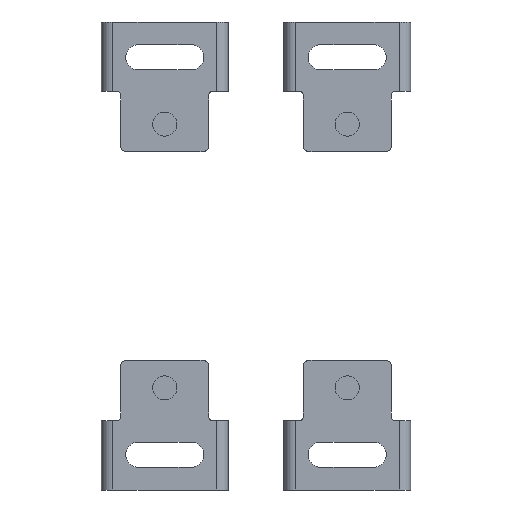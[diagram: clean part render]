
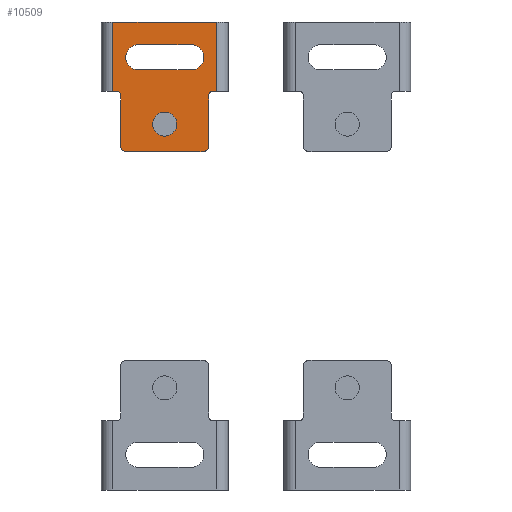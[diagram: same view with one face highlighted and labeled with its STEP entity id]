
A CAD part, front view. The second image highlights one B-rep face of the part: STEP entity #10509.
In plain terms, the highlighted planar face has unit normal (0, -1, 0).
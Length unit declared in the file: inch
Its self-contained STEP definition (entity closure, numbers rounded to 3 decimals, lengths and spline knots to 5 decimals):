
#119 = AXIS2_PLACEMENT_3D ( 'NONE', #6393, #15223, #11591 ) ;
#166 = DIRECTION ( 'NONE',  ( 0., 0., 1. ) ) ;
#217 = AXIS2_PLACEMENT_3D ( 'NONE', #10107, #15046, #10183 ) ;
#236 = VERTEX_POINT ( 'NONE', #7776 ) ;
#294 = VERTEX_POINT ( 'NONE', #4146 ) ;
#381 = CARTESIAN_POINT ( 'NONE',  ( -1.22375, 0., 0.6875 ) ) ;
#419 = VECTOR ( 'NONE', #11321, 39.37008 ) ;
#453 = CARTESIAN_POINT ( 'NONE',  ( -0.20313, 0., -0.08688 ) ) ;
#492 = VECTOR ( 'NONE', #11037, 39.37008 ) ;
#502 = VERTEX_POINT ( 'NONE', #15854 ) ;
#507 = VERTEX_POINT ( 'NONE', #12224 ) ;
#739 = LINE ( 'NONE', #4548, #6362 ) ;
#744 = CARTESIAN_POINT ( 'NONE',  ( -1.34375, 0., -0.04688 ) ) ;
#804 = VERTEX_POINT ( 'NONE', #16001 ) ;
#824 = ORIENTED_EDGE ( 'NONE', *, *, #14938, .F. ) ;
#1210 = CIRCLE ( 'NONE', #14657, 0.0625 ) ;
#1290 = ORIENTED_EDGE ( 'NONE', *, *, #4153, .F. ) ;
#1493 = CARTESIAN_POINT ( 'NONE',  ( -0.95313, 0., 0.1795 ) ) ;
#1660 = EDGE_CURVE ( 'NONE', #502, #804, #4884, .T. ) ;
#1754 = DIRECTION ( 'NONE',  ( 0., 0., -1. ) ) ;
#1913 = VERTEX_POINT ( 'NONE', #2411 ) ;
#1927 = CARTESIAN_POINT ( 'NONE',  ( -0.12, 0., -0.04688 ) ) ;
#1987 = CIRCLE ( 'NONE', #10523, 0.133 ) ;
#2007 = LINE ( 'NONE', #10424, #5251 ) ;
#2352 = ORIENTED_EDGE ( 'NONE', *, *, #14565, .F. ) ;
#2411 = CARTESIAN_POINT ( 'NONE',  ( -1.14063, 0., -0.08687 ) ) ;
#2433 = VERTEX_POINT ( 'NONE', #1493 ) ;
#2448 = EDGE_CURVE ( 'NONE', #507, #7865, #11301, .T. ) ;
#2556 = CIRCLE ( 'NONE', #14940, 0.04 ) ;
#2678 = ORIENTED_EDGE ( 'NONE', *, *, #14536, .F. ) ;
#2778 = CARTESIAN_POINT ( 'NONE',  ( -0.39063, 0., 0.1795 ) ) ;
#2798 = DIRECTION ( 'NONE',  ( 0., 0., -1. ) ) ;
#2964 = CIRCLE ( 'NONE', #119, 0.0625 ) ;
#3011 = VERTEX_POINT ( 'NONE', #10370 ) ;
#3053 = DIRECTION ( 'NONE',  ( 0., -1., 0. ) ) ;
#3131 = CARTESIAN_POINT ( 'NONE',  ( -0.95313, 0., 0.3125 ) ) ;
#3219 = EDGE_LOOP ( 'NONE', ( #2678, #6410, #824, #12456, #6667, #10905, #1290, #10132, #3874, #4162, #8308, #14876 ) ) ;
#3320 = AXIS2_PLACEMENT_3D ( 'NONE', #12980, #4475, #6896 ) ;
#3586 = LINE ( 'NONE', #15963, #492 ) ;
#3660 = EDGE_CURVE ( 'NONE', #7573, #5289, #2964, .T. ) ;
#3874 = ORIENTED_EDGE ( 'NONE', *, *, #1660, .F. ) ;
#3916 = CARTESIAN_POINT ( 'NONE',  ( -0.95313, 0., 0.4455 ) ) ;
#4057 = DIRECTION ( 'NONE',  ( 0., -1., 0. ) ) ;
#4112 = LINE ( 'NONE', #13740, #419 ) ;
#4146 = CARTESIAN_POINT ( 'NONE',  ( -0.16312, 0., -0.04688 ) ) ;
#4153 = EDGE_CURVE ( 'NONE', #7404, #507, #2007, .T. ) ;
#4162 = ORIENTED_EDGE ( 'NONE', *, *, #12386, .F. ) ;
#4324 = VECTOR ( 'NONE', #10828, 39.37008 ) ;
#4399 = ORIENTED_EDGE ( 'NONE', *, *, #13147, .F. ) ;
#4442 = ORIENTED_EDGE ( 'NONE', *, *, #4758, .F. ) ;
#4475 = DIRECTION ( 'NONE',  ( 0., 1., 0. ) ) ;
#4548 = CARTESIAN_POINT ( 'NONE',  ( -0.20313, 0., 0.6875 ) ) ;
#4568 = CIRCLE ( 'NONE', #13613, 0.133 ) ;
#4621 = CARTESIAN_POINT ( 'NONE',  ( -1.14063, 0., -0.625 ) ) ;
#4758 = EDGE_CURVE ( 'NONE', #2433, #8392, #11754, .T. ) ;
#4884 = LINE ( 'NONE', #9819, #8404 ) ;
#5134 = DIRECTION ( 'NONE',  ( 0., 1., 0. ) ) ;
#5180 = CARTESIAN_POINT ( 'NONE',  ( -0.39063, 0., 0.3125 ) ) ;
#5251 = VECTOR ( 'NONE', #5560, 39.37008 ) ;
#5289 = VERTEX_POINT ( 'NONE', #12619 ) ;
#5320 = DIRECTION ( 'NONE',  ( 0., 0., 1. ) ) ;
#5560 = DIRECTION ( 'NONE',  ( 1., 0., 0. ) ) ;
#5576 = CARTESIAN_POINT ( 'NONE',  ( -0.39063, 0., 0.4455 ) ) ;
#5592 = CARTESIAN_POINT ( 'NONE',  ( -1.34375, 0., 0.1795 ) ) ;
#5672 = DIRECTION ( 'NONE',  ( 1., 0., 0. ) ) ;
#5684 = FACE_BOUND ( 'NONE', #13455, .T. ) ;
#5808 = DIRECTION ( 'NONE',  ( 0., 0., -1. ) ) ;
#5926 = EDGE_CURVE ( 'NONE', #7865, #294, #11844, .T. ) ;
#6362 = VECTOR ( 'NONE', #10697, 39.37008 ) ;
#6393 = CARTESIAN_POINT ( 'NONE',  ( -0.26563, 0., -0.625 ) ) ;
#6410 = ORIENTED_EDGE ( 'NONE', *, *, #3660, .F. ) ;
#6502 = EDGE_CURVE ( 'NONE', #804, #7404, #11482, .T. ) ;
#6667 = ORIENTED_EDGE ( 'NONE', *, *, #5926, .F. ) ;
#6896 = DIRECTION ( 'NONE',  ( 0., 0., 1. ) ) ;
#7006 = CARTESIAN_POINT ( 'NONE',  ( -1.14063, 0., 0.6875 ) ) ;
#7033 = CARTESIAN_POINT ( 'NONE',  ( -0.20313, 0., -0.625 ) ) ;
#7185 = CIRCLE ( 'NONE', #217, 0.0965 ) ;
#7286 = VERTEX_POINT ( 'NONE', #3916 ) ;
#7404 = VERTEX_POINT ( 'NONE', #13958 ) ;
#7573 = VERTEX_POINT ( 'NONE', #7033 ) ;
#7776 = CARTESIAN_POINT ( 'NONE',  ( -1.07813, 0., -0.6875 ) ) ;
#7849 = VECTOR ( 'NONE', #5672, 39.37008 ) ;
#7865 = VERTEX_POINT ( 'NONE', #1927 ) ;
#7980 = DIRECTION ( 'NONE',  ( 0., -1., 0. ) ) ;
#8029 = PLANE ( 'NONE',  #3320 ) ;
#8116 = VERTEX_POINT ( 'NONE', #453 ) ;
#8144 = EDGE_CURVE ( 'NONE', #294, #8116, #2556, .T. ) ;
#8242 = DIRECTION ( 'NONE',  ( 0., -1., 0. ) ) ;
#8308 = ORIENTED_EDGE ( 'NONE', *, *, #13838, .F. ) ;
#8351 = VECTOR ( 'NONE', #5320, 39.37008 ) ;
#8392 = VERTEX_POINT ( 'NONE', #2778 ) ;
#8404 = VECTOR ( 'NONE', #13221, 39.37008 ) ;
#8808 = EDGE_CURVE ( 'NONE', #3011, #3011, #7185, .T. ) ;
#8921 = CARTESIAN_POINT ( 'NONE',  ( -0.12, 0., 0.6875 ) ) ;
#8963 = EDGE_LOOP ( 'NONE', ( #4442, #2352, #9317, #4399 ) ) ;
#9070 = ORIENTED_EDGE ( 'NONE', *, *, #8808, .F. ) ;
#9222 = CIRCLE ( 'NONE', #13347, 0.04 ) ;
#9317 = ORIENTED_EDGE ( 'NONE', *, *, #9500, .F. ) ;
#9352 = DIRECTION ( 'NONE',  ( 0., 0., 1. ) ) ;
#9396 = DIRECTION ( 'NONE',  ( -1., 0., 0. ) ) ;
#9500 = EDGE_CURVE ( 'NONE', #13214, #7286, #3586, .T. ) ;
#9524 = LINE ( 'NONE', #7006, #4324 ) ;
#9819 = CARTESIAN_POINT ( 'NONE',  ( -1.34375, 0., -0.04688 ) ) ;
#10107 = CARTESIAN_POINT ( 'NONE',  ( -0.67188, 0., -0.3965 ) ) ;
#10132 = ORIENTED_EDGE ( 'NONE', *, *, #6502, .F. ) ;
#10183 = DIRECTION ( 'NONE',  ( 0., 0., 1. ) ) ;
#10370 = CARTESIAN_POINT ( 'NONE',  ( -0.67188, 0., -0.3 ) ) ;
#10424 = CARTESIAN_POINT ( 'NONE',  ( -1.34375, 0., 0.6875 ) ) ;
#10509 = ADVANCED_FACE ( 'NONE', ( #11692, #5684, #15559 ), #8029, .F. ) ;
#10523 = AXIS2_PLACEMENT_3D ( 'NONE', #5180, #4057, #166 ) ;
#10697 = DIRECTION ( 'NONE',  ( 0., 0., -1. ) ) ;
#10828 = DIRECTION ( 'NONE',  ( 0., 0., 1. ) ) ;
#10905 = ORIENTED_EDGE ( 'NONE', *, *, #2448, .F. ) ;
#10973 = VECTOR ( 'NONE', #9396, 39.37008 ) ;
#11037 = DIRECTION ( 'NONE',  ( -1., 0., 0. ) ) ;
#11301 = LINE ( 'NONE', #8921, #12781 ) ;
#11303 = CARTESIAN_POINT ( 'NONE',  ( -1.07813, 0., -0.625 ) ) ;
#11321 = DIRECTION ( 'NONE',  ( -1., 0., 0. ) ) ;
#11482 = LINE ( 'NONE', #381, #8351 ) ;
#11591 = DIRECTION ( 'NONE',  ( 0., 0., 1. ) ) ;
#11692 = FACE_BOUND ( 'NONE', #8963, .T. ) ;
#11754 = LINE ( 'NONE', #5592, #7849 ) ;
#11844 = LINE ( 'NONE', #744, #10973 ) ;
#12224 = CARTESIAN_POINT ( 'NONE',  ( -0.12, 0., 0.6875 ) ) ;
#12386 = EDGE_CURVE ( 'NONE', #1913, #502, #9222, .T. ) ;
#12456 = ORIENTED_EDGE ( 'NONE', *, *, #8144, .F. ) ;
#12619 = CARTESIAN_POINT ( 'NONE',  ( -0.26563, 0., -0.6875 ) ) ;
#12781 = VECTOR ( 'NONE', #2798, 39.37008 ) ;
#12980 = CARTESIAN_POINT ( 'NONE',  ( -1.34375, 0., 0.6875 ) ) ;
#13147 = EDGE_CURVE ( 'NONE', #8392, #13214, #1987, .T. ) ;
#13214 = VERTEX_POINT ( 'NONE', #5576 ) ;
#13221 = DIRECTION ( 'NONE',  ( -1., 0., 0. ) ) ;
#13347 = AXIS2_PLACEMENT_3D ( 'NONE', #14799, #8242, #5808 ) ;
#13455 = EDGE_LOOP ( 'NONE', ( #9070 ) ) ;
#13613 = AXIS2_PLACEMENT_3D ( 'NONE', #3131, #7980, #9352 ) ;
#13740 = CARTESIAN_POINT ( 'NONE',  ( -1.34375, 0., -0.6875 ) ) ;
#13838 = EDGE_CURVE ( 'NONE', #14270, #1913, #9524, .T. ) ;
#13958 = CARTESIAN_POINT ( 'NONE',  ( -1.22375, 0., 0.6875 ) ) ;
#14140 = CARTESIAN_POINT ( 'NONE',  ( -0.16312, 0., -0.08687 ) ) ;
#14270 = VERTEX_POINT ( 'NONE', #4621 ) ;
#14536 = EDGE_CURVE ( 'NONE', #5289, #236, #4112, .T. ) ;
#14565 = EDGE_CURVE ( 'NONE', #7286, #2433, #4568, .T. ) ;
#14657 = AXIS2_PLACEMENT_3D ( 'NONE', #11303, #5134, #15011 ) ;
#14799 = CARTESIAN_POINT ( 'NONE',  ( -1.18063, 0., -0.08687 ) ) ;
#14864 = EDGE_CURVE ( 'NONE', #236, #14270, #1210, .T. ) ;
#14876 = ORIENTED_EDGE ( 'NONE', *, *, #14864, .F. ) ;
#14938 = EDGE_CURVE ( 'NONE', #8116, #7573, #739, .T. ) ;
#14940 = AXIS2_PLACEMENT_3D ( 'NONE', #14140, #3053, #1754 ) ;
#15011 = DIRECTION ( 'NONE',  ( 0., 0., 1. ) ) ;
#15046 = DIRECTION ( 'NONE',  ( 0., -1., 0. ) ) ;
#15223 = DIRECTION ( 'NONE',  ( 0., 1., 0. ) ) ;
#15559 = FACE_OUTER_BOUND ( 'NONE', #3219, .T. ) ;
#15854 = CARTESIAN_POINT ( 'NONE',  ( -1.18063, 0., -0.04688 ) ) ;
#15963 = CARTESIAN_POINT ( 'NONE',  ( -1.34375, 0., 0.4455 ) ) ;
#16001 = CARTESIAN_POINT ( 'NONE',  ( -1.22375, 0., -0.04688 ) ) ;
